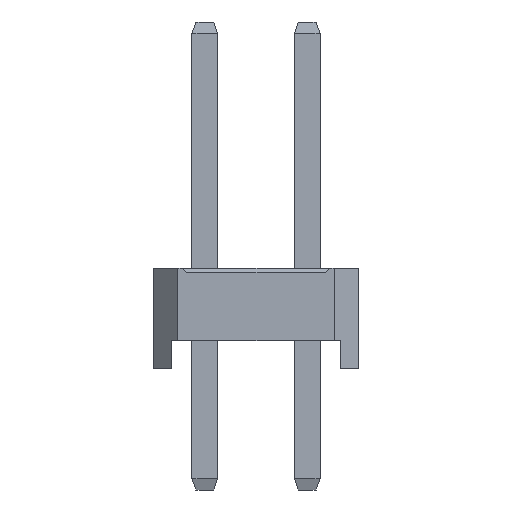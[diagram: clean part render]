
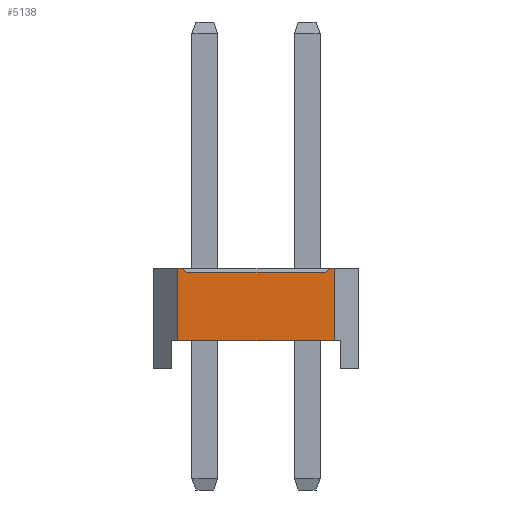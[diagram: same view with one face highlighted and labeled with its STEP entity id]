
A CAD part, left-side view. The second image highlights one B-rep face of the part: STEP entity #5138.
In plain terms, the highlighted planar face has unit normal (-1, 0, 0).
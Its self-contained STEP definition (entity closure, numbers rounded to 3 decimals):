
#5138=ADVANCED_FACE('',(#20953),#20955,.T.);
#20953=FACE_BOUND('',#20954,.T.);
#20954=EDGE_LOOP('',(#33315,#33316,#33317,#33318,#33319,#33320,#33321,#33322));
#20955=PLANE('',#20956);
#20956=AXIS2_PLACEMENT_3D('',#20957,#20958,#20959);
#20957=CARTESIAN_POINT('',(-1.27,3.21,0.));
#20958=DIRECTION('',(-1.,0.,0.));
#20959=DIRECTION('',(0.,-1.,0.));
#33315=ORIENTED_EDGE('',*,*,#41008,.F.);
#33316=ORIENTED_EDGE('',*,*,#41009,.T.);
#33317=ORIENTED_EDGE('',*,*,#41010,.F.);
#33318=ORIENTED_EDGE('',*,*,#39335,.F.);
#33319=ORIENTED_EDGE('',*,*,#41011,.F.);
#33320=ORIENTED_EDGE('',*,*,#38722,.T.);
#33321=ORIENTED_EDGE('',*,*,#41007,.T.);
#33322=ORIENTED_EDGE('',*,*,#39339,.F.);
#38722=EDGE_CURVE('',#43136,#43134,#43137,.T.);
#39335=EDGE_CURVE('',#44360,#44362,#44363,.T.);
#39339=EDGE_CURVE('',#44368,#44370,#44371,.T.);
#41007=EDGE_CURVE('',#43134,#44370,#47141,.T.);
#41008=EDGE_CURVE('',#47142,#44368,#47143,.F.);
#41009=EDGE_CURVE('',#47142,#47144,#47145,.T.);
#41010=EDGE_CURVE('',#44362,#47144,#47146,.F.);
#41011=EDGE_CURVE('',#43136,#44360,#47147,.T.);
#43134=VERTEX_POINT('',#50296);
#43136=VERTEX_POINT('',#50300);
#43137=LINE('',#50301,#50302);
#44360=VERTEX_POINT('',#52748);
#44362=VERTEX_POINT('',#52752);
#44363=LINE('',#52753,#52754);
#44368=VERTEX_POINT('',#52764);
#44370=VERTEX_POINT('',#52768);
#44371=LINE('',#52769,#52770);
#47141=LINE('',#58875,#58876);
#47142=VERTEX_POINT('',#58878);
#47143=LINE('',#58879,#58880);
#47144=VERTEX_POINT('',#58882);
#47145=LINE('',#58883,#58884);
#47146=LINE('',#58886,#58887);
#47147=LINE('',#58889,#58890);
#50296=CARTESIAN_POINT('',(-1.27,-0.67,0.7));
#50300=CARTESIAN_POINT('',(-1.27,3.21,0.7));
#50301=CARTESIAN_POINT('',(-1.27,3.21,0.7));
#50302=VECTOR('',#50303,1.);
#50303=DIRECTION('',(0.,-1.,0.));
#52748=CARTESIAN_POINT('',(-1.27,3.21,2.5));
#52752=CARTESIAN_POINT('',(-1.27,3.09,2.5));
#52753=CARTESIAN_POINT('',(-1.27,3.21,2.5));
#52754=VECTOR('',#52755,1.);
#52755=DIRECTION('',(0.,-1.,0.));
#52764=CARTESIAN_POINT('',(-1.27,-0.55,2.5));
#52768=CARTESIAN_POINT('',(-1.27,-0.67,2.5));
#52769=CARTESIAN_POINT('',(-1.27,-0.55,2.5));
#52770=VECTOR('',#52771,1.);
#52771=DIRECTION('',(0.,-1.,0.));
#58875=CARTESIAN_POINT('',(-1.27,-0.67,0.7));
#58876=VECTOR('',#58877,1.);
#58877=DIRECTION('',(0.,0.,1.));
#58878=CARTESIAN_POINT('',(-1.27,-0.45,2.4));
#58879=CARTESIAN_POINT('',(-1.27,-0.55,2.5));
#58880=VECTOR('',#58881,1.);
#58881=DIRECTION('',(0.,0.707,-0.707));
#58882=CARTESIAN_POINT('',(-1.27,2.99,2.4));
#58883=CARTESIAN_POINT('',(-1.27,-0.45,2.4));
#58884=VECTOR('',#58885,1.);
#58885=DIRECTION('',(0.,1.,0.));
#58886=CARTESIAN_POINT('',(-1.27,2.99,2.4));
#58887=VECTOR('',#58888,1.);
#58888=DIRECTION('',(0.,0.707,0.707));
#58889=CARTESIAN_POINT('',(-1.27,3.21,0.7));
#58890=VECTOR('',#58891,1.);
#58891=DIRECTION('',(0.,0.,1.));
